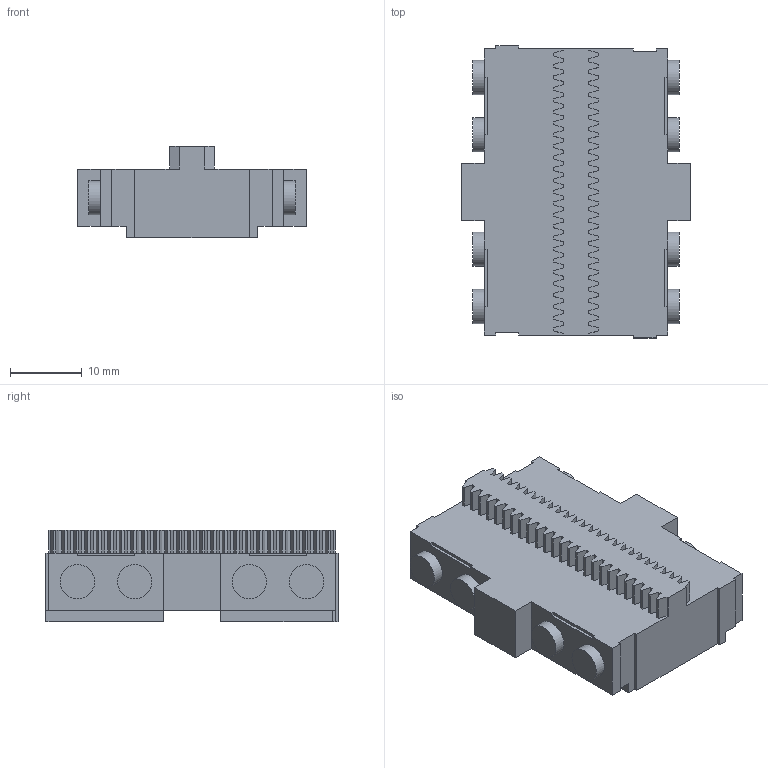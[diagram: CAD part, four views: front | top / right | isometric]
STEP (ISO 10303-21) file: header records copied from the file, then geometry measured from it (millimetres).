
FILE_DESCRIPTION(('Open CASCADE Model'),'2;1');
FILE_NAME('Open CASCADE Shape Model','2024-11-10T14:36:32',('Author'),( 'Open CASCADE'),'Open CASCADE STEP processor 7.7','Open CASCADE 7.7' ,'Unknown');
FILE_SCHEMA(('AUTOMOTIVE_DESIGN { 1 0 10303 214 1 1 1 1 }'));
Length unit declared in the file: millimetre
Products named in the file (1): Open CASCADE STEP translator 7.7 8
Bounding box: 32 x 40.8 x 12.8 mm (x, y, z)
Volume: 8612.6 mm3; surface area: 5177.8 mm2
Topology: 1 solids, 1 shells, 308 faces, 888 edges, 592 vertices
Faces by surface type: plane 300, cylinder 8
Full cylindrical faces by diameter (mm): 4.8 x8
Entity records: 21474 total; most frequent: CARTESIAN_POINT 3589, DIRECTION 3294, LINE 2632, VECTOR 2632, ORIENTED_EDGE 1776, PCURVE 1776, DEFINITIONAL_REPRESENTATION 1776, EDGE_CURVE 888
